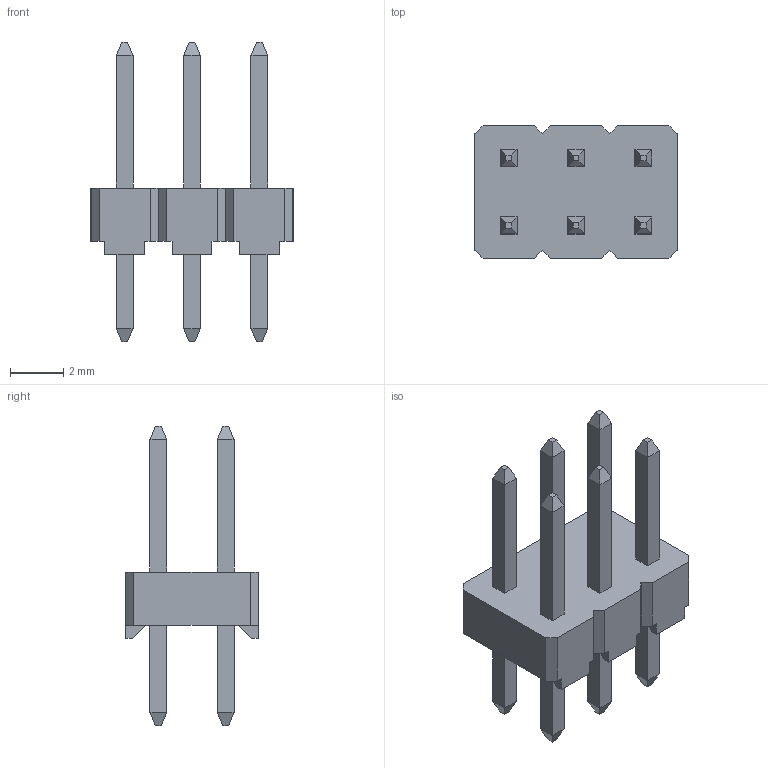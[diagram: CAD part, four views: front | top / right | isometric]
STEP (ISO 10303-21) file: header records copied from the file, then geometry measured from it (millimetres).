
FILE_DESCRIPTION(('FreeCAD Model'),'2;1');
FILE_NAME('961206-6404-XX.step', '2017-03-09T08:56:37',('kicad StepUp'),('ksu MCAD'), 'Open CASCADE STEP processor 6.8','FreeCAD','Unknown');
FILE_SCHEMA(('AUTOMOTIVE_DESIGN_CC2 { 1 2 10303 214 -1 1 5 4 }'));
Length unit declared in the file: millimetre
Products named in the file (2): ASSEMBLY; 961206-6404-XX
Assembly tree (1 placements, depth 2):
  ASSEMBLY
    961206-6404-XX
Bounding box: 7.62 x 5 x 11.3 mm (x, y, z)
Volume: 98.6 mm3; surface area: 268.9 mm2
Topology: 1 solids, 1 shells, 162 faces, 396 edges, 248 vertices
Faces by surface type: plane 162
Entity records: 4635 total; most frequent: CARTESIAN_POINT 808, ORIENTED_EDGE 792, DIRECTION 724, EDGE_CURVE 396, LINE 396, VECTOR 396, VERTEX_POINT 248, FACE_BOUND 174
